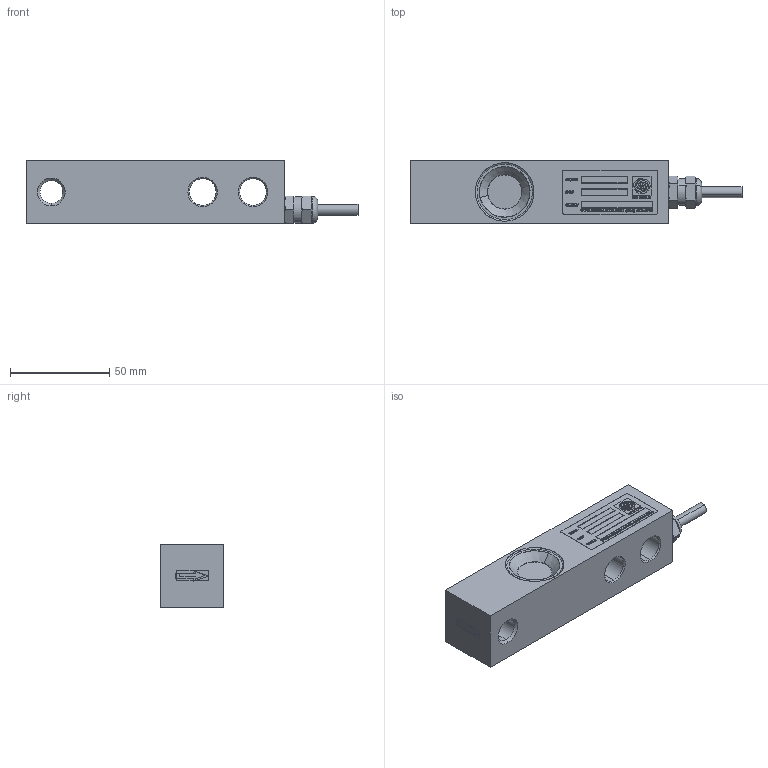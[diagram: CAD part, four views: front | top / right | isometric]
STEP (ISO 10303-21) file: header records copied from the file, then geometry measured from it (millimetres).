
FILE_DESCRIPTION (( 'STEP AP214' ), '1' );
FILE_NAME ('XA1-C-250 to 5Kse X1 (STEP).STEP', '2021-09-23T21:36:02', ( '' ), ( '' ), 'SwSTEP 2.0', 'SolidWorks 2021', '' );
FILE_SCHEMA (( 'AUTOMOTIVE_DESIGN' ));
Length unit declared in the file: inch
Products named in the file (1): XA1-C-250 to 5Kse X1 (STEP)
Bounding box: 167.18 x 31.75 x 32 mm (x, y, z)
Volume: 100224.5 mm3; surface area: 30974.7 mm2
Topology: 7 solids, 7 shells, 233 faces, 980 edges, 856 vertices
Faces by surface type: plane 147, cone 40, cylinder 28, torus 18
Entity records: 17463 total; most frequent: CARTESIAN_POINT 6166, ORIENTED_EDGE 1960, DIRECTION 1294, EDGE_CURVE 980, VERTEX_POINT 856, LINE 550, VECTOR 550, AXIS2_PLACEMENT_3D 372
